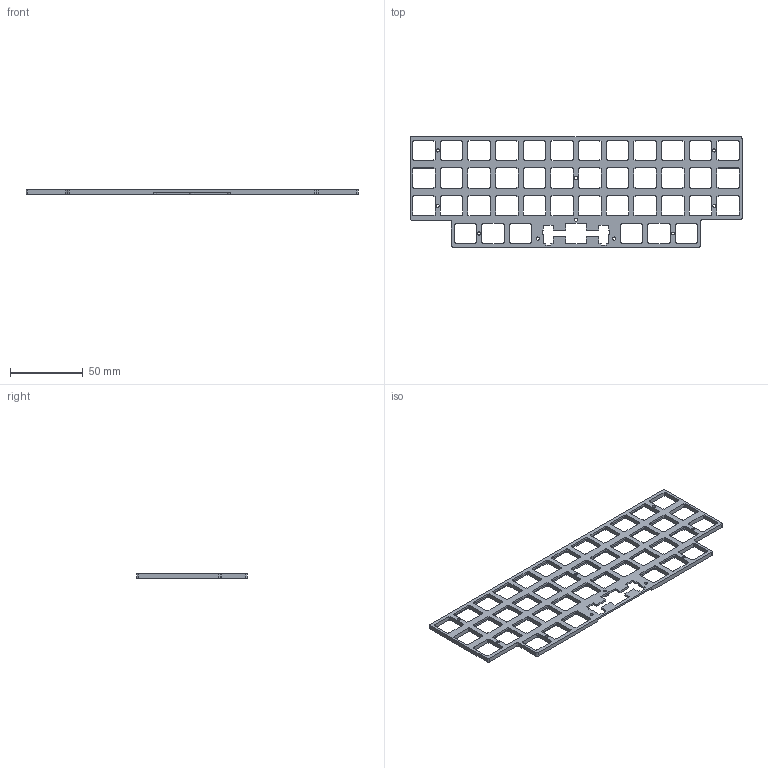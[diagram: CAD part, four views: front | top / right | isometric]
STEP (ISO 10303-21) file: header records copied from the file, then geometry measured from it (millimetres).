
FILE_DESCRIPTION(('HOOPS Exchange Step'),'2;1');
FILE_NAME('temp_export','2023-12-31T13:42:51-05:00',('jscotto'),('Shapr3D Limited'),'HOOPS Exchange 2023.2','Shapr3D','Authorized');
FILE_SCHEMA( ('AUTOMOTIVE_DESIGN { 1 0 10303 214 1 1 1 1 }') );
Length unit declared in the file: millimetre
Products named in the file (1): Plate (4x12_7)
Bounding box: 228.6 x 76.2 x 3 mm (x, y, z)
Volume: 18753.5 mm3; surface area: 23396.1 mm2
Topology: 1 solids, 1 shells, 715 faces, 2159 edges, 1446 vertices
Faces by surface type: plane 693, cylinder 22
Full cylindrical faces by diameter (mm): 2 x1, 2.2 x9
Entity records: 24033 total; most frequent: CARTESIAN_POINT 4321, ORIENTED_EDGE 4318, DIRECTION 3655, EDGE_CURVE 2159, VECTOR 2095, LINE 2095, VERTEX_POINT 1446, EDGE_LOOP 821
